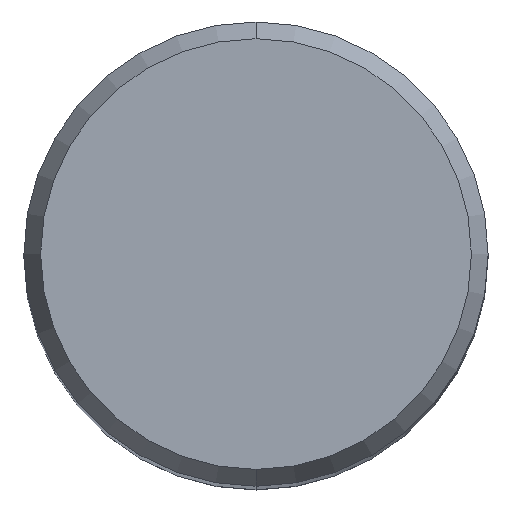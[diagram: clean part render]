
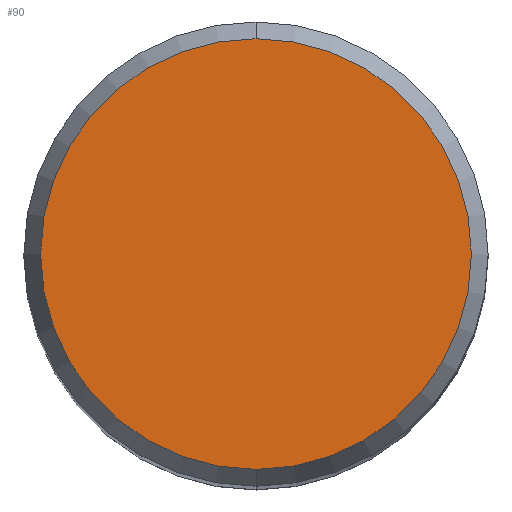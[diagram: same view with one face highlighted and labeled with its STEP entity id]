
A CAD part, top view. The second image highlights one B-rep face of the part: STEP entity #90.
In plain terms, the highlighted planar face has unit normal (0, 0, 1).
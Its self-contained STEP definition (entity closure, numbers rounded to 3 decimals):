
#90=ADVANCED_FACE('',(#194),#195,.T.);
#98=EDGE_CURVE('',#110,#104,#204,.T.);
#104=VERTEX_POINT('',#211);
#110=VERTEX_POINT('',#220);
#130=EDGE_CURVE('',#104,#110,#245,.T.);
#194=FACE_OUTER_BOUND('',#314,.T.);
#195=PLANE('',#315);
#204=CIRCLE('',#326,8.837);
#211=CARTESIAN_POINT('',(0.0,8.837,0.0));
#220=CARTESIAN_POINT('',(0.,-8.837,0.0));
#245=CIRCLE('',#372,8.837);
#314=EDGE_LOOP('',(#423,#424));
#315=AXIS2_PLACEMENT_3D('',#425,#426,#427);
#326=AXIS2_PLACEMENT_3D('',#439,#440,#441);
#372=AXIS2_PLACEMENT_3D('',#511,#512,#513);
#423=ORIENTED_EDGE('',*,*,#130,.F.);
#424=ORIENTED_EDGE('',*,*,#98,.F.);
#425=CARTESIAN_POINT('',(0.0,4.419,0.0));
#426=DIRECTION('',(-0.0,0.0,1.0));
#427=DIRECTION('',(0.0,-1.0,0.0));
#439=CARTESIAN_POINT('',(0.0,0.0,0.0));
#440=DIRECTION('',(0.0,0.0,-1.0));
#441=DIRECTION('',(0.0,1.0,0.0));
#511=CARTESIAN_POINT('',(0.0,0.0,0.0));
#512=DIRECTION('',(0.0,0.0,-1.0));
#513=DIRECTION('',(0.0,1.0,0.0));
